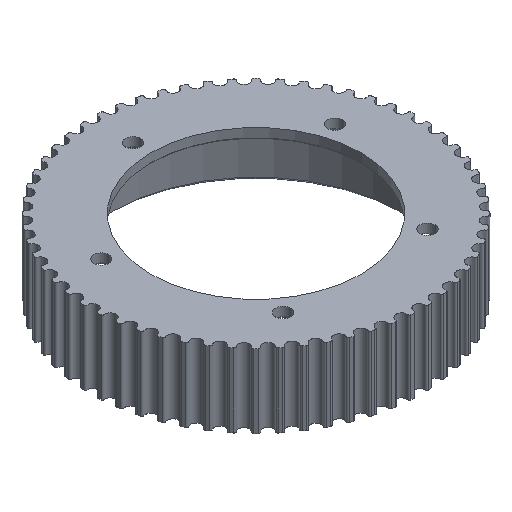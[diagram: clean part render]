
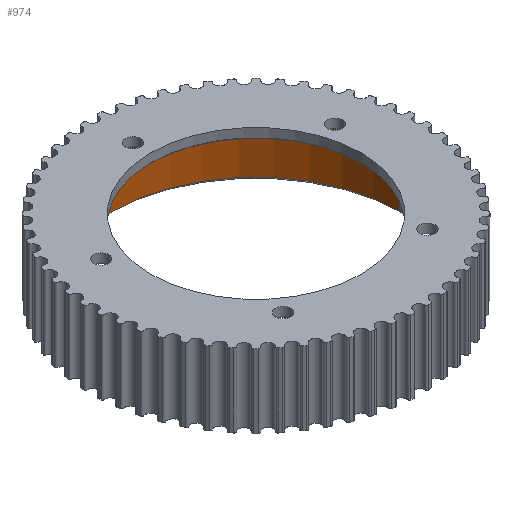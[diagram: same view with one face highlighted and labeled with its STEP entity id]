
A CAD part, isometric view. The second image highlights one B-rep face of the part: STEP entity #974.
In plain terms, the highlighted cylindrical face has radius 41 mm (diameter 82 mm), a partial arc.
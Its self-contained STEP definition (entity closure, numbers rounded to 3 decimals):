
#974 = ADVANCED_FACE ( 'NONE', ( #7563 ), #19116, .F. ) ;
#1003 = ORIENTED_EDGE ( 'NONE', *, *, #6450, .F. ) ;
#1710 = LINE ( 'NONE', #25127, #11212 ) ;
#1935 = DIRECTION ( 'NONE',  ( 0., 0., -1. ) ) ;
#2234 = AXIS2_PLACEMENT_3D ( 'NONE', #12562, #22808, #9084 ) ;
#3285 = EDGE_LOOP ( 'NONE', ( #21100, #1003, #18161, #12288 ) ) ;
#4275 = CARTESIAN_POINT ( 'NONE',  ( 41., 0., 10.164 ) ) ;
#5787 = CARTESIAN_POINT ( 'NONE',  ( 0., 0., 10.164 ) ) ;
#6450 = EDGE_CURVE ( 'NONE', #23014, #13021, #13251, .T. ) ;
#7359 = EDGE_CURVE ( 'NONE', #13021, #20313, #1710, .T. ) ;
#7563 = FACE_OUTER_BOUND ( 'NONE', #3285, .T. ) ;
#7570 = DIRECTION ( 'NONE',  ( 0., 0., -1. ) ) ;
#8594 = CARTESIAN_POINT ( 'NONE',  ( 0., 0., -6.836 ) ) ;
#9084 = DIRECTION ( 'NONE',  ( -1., 0., 0. ) ) ;
#9725 = DIRECTION ( 'NONE',  ( -1., 0., 0. ) ) ;
#9830 = CARTESIAN_POINT ( 'NONE',  ( 41., 0., -6.836 ) ) ;
#10494 = AXIS2_PLACEMENT_3D ( 'NONE', #8594, #20520, #18726 ) ;
#11212 = VECTOR ( 'NONE', #7570, 1000. ) ;
#11724 = CIRCLE ( 'NONE', #10494, 41. ) ;
#12288 = ORIENTED_EDGE ( 'NONE', *, *, #15106, .T. ) ;
#12562 = CARTESIAN_POINT ( 'NONE',  ( 0., 0., 10.164 ) ) ;
#13021 = VERTEX_POINT ( 'NONE', #4275 ) ;
#13251 = CIRCLE ( 'NONE', #2234, 41. ) ;
#13961 = EDGE_CURVE ( 'NONE', #23014, #19674, #21386, .T. ) ;
#15106 = EDGE_CURVE ( 'NONE', #19674, #20313, #11724, .T. ) ;
#17044 = CARTESIAN_POINT ( 'NONE',  ( -41., 0., 10.164 ) ) ;
#17710 = AXIS2_PLACEMENT_3D ( 'NONE', #5787, #19359, #9725 ) ;
#18161 = ORIENTED_EDGE ( 'NONE', *, *, #13961, .T. ) ;
#18726 = DIRECTION ( 'NONE',  ( 1., 0., 0. ) ) ;
#19116 = CYLINDRICAL_SURFACE ( 'NONE', #17710, 41. ) ;
#19359 = DIRECTION ( 'NONE',  ( 0., 0., -1. ) ) ;
#19674 = VERTEX_POINT ( 'NONE', #20594 ) ;
#20313 = VERTEX_POINT ( 'NONE', #9830 ) ;
#20520 = DIRECTION ( 'NONE',  ( 0., 0., -1. ) ) ;
#20594 = CARTESIAN_POINT ( 'NONE',  ( -41., 0., -6.836 ) ) ;
#21100 = ORIENTED_EDGE ( 'NONE', *, *, #7359, .F. ) ;
#21386 = LINE ( 'NONE', #17044, #21565 ) ;
#21565 = VECTOR ( 'NONE', #1935, 1000. ) ;
#22808 = DIRECTION ( 'NONE',  ( 0., 0., -1. ) ) ;
#23014 = VERTEX_POINT ( 'NONE', #23369 ) ;
#23369 = CARTESIAN_POINT ( 'NONE',  ( -41., 0., 10.164 ) ) ;
#25127 = CARTESIAN_POINT ( 'NONE',  ( 41., 0., 10.164 ) ) ;
